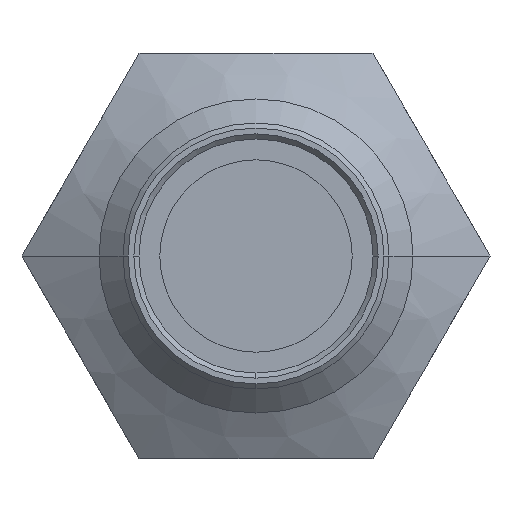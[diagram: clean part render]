
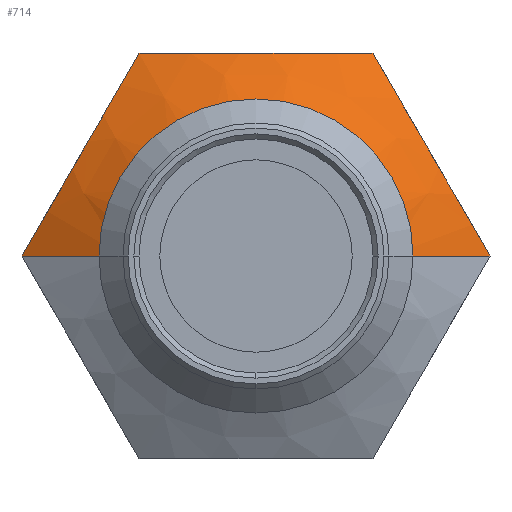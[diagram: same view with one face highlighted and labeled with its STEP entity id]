
A CAD part, left-side view. The second image highlights one B-rep face of the part: STEP entity #714.
In plain terms, the highlighted conical face has half-angle 60 degrees and reference radius 3.622 mm.
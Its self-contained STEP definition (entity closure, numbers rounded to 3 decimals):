
#14 = CARTESIAN_POINT ( 'NONE',  ( 7.324, 3.09, 2.648 ) ) ;
#29 = VERTEX_POINT ( 'NONE', #51 ) ;
#51 = CARTESIAN_POINT ( 'NONE',  ( 6.5, -2.625, 0. ) ) ;
#63 = CARTESIAN_POINT ( 'NONE',  ( 7.445, 1.519, 4. ) ) ;
#66 = EDGE_CURVE ( 'NONE', #991, #1581, #800, .T. ) ;
#105 = VECTOR ( 'NONE', #1157, 1000. ) ;
#114 = CARTESIAN_POINT ( 'NONE',  ( 7.651, -4.619, 0. ) ) ;
#142 = CARTESIAN_POINT ( 'NONE',  ( 7.651, 4.619, 0. ) ) ;
#155 = DIRECTION ( 'NONE',  ( -0.5, -0.866, 0. ) ) ;
#197 = CARTESIAN_POINT ( 'NONE',  ( 7.446, 2.704, 3.316 ) ) ;
#203 = ORIENTED_EDGE ( 'NONE', *, *, #66, .T. ) ;
#212 = ORIENTED_EDGE ( 'NONE', *, *, #2251, .T. ) ;
#271 = DIRECTION ( 'NONE',  ( -1., 0., 0. ) ) ;
#325 = ORIENTED_EDGE ( 'NONE', *, *, #1770, .F. ) ;
#353 = VERTEX_POINT ( 'NONE', #806 ) ;
#383 = EDGE_CURVE ( 'NONE', #29, #353, #2272, .T. ) ;
#465 = AXIS2_PLACEMENT_3D ( 'NONE', #1388, #271, #1948 ) ;
#472 = ORIENTED_EDGE ( 'NONE', *, *, #383, .F. ) ;
#489 = VECTOR ( 'NONE', #155, 1000. ) ;
#515 = ORIENTED_EDGE ( 'NONE', *, *, #1246, .T. ) ;
#524 = CARTESIAN_POINT ( 'NONE',  ( 7.534, -2.512, 3.649 ) ) ;
#534 = CARTESIAN_POINT ( 'NONE',  ( 7.651, -2.309, 4. ) ) ;
#585 = CARTESIAN_POINT ( 'NONE',  ( 7.651, -4.619, 0. ) ) ;
#657 = CARTESIAN_POINT ( 'NONE',  ( 7.446, -1.52, 4. ) ) ;
#671 = CARTESIAN_POINT ( 'NONE',  ( 7.534, 1.904, 4. ) ) ;
#714 = ADVANCED_FACE ( 'NONE', ( #1360 ), #1486, .T. ) ;
#770 = CARTESIAN_POINT ( 'NONE',  ( 7.294, 3.274, 2.329 ) ) ;
#773 = ORIENTED_EDGE ( 'NONE', *, *, #1208, .T. ) ;
#800 = B_SPLINE_CURVE_WITH_KNOTS ( 'NONE', 3,
 ( #2150, #1941, #657, #1596, #1951, #1378, #1016, #63, #671, #1584 ),
 .UNSPECIFIED., .F., .F.,
 ( 4, 2, 2, 2, 4 ),
 ( 0., 0.25, 0.5, 0.75, 1. ),
 .UNSPECIFIED. ) ;
#806 = CARTESIAN_POINT ( 'NONE',  ( 6.5, 2.625, 0. ) ) ;
#869 = CARTESIAN_POINT ( 'NONE',  ( 7.651, 4.619, 0. ) ) ;
#875 = CARTESIAN_POINT ( 'NONE',  ( 7.445, -2.705, 3.315 ) ) ;
#876 = B_SPLINE_CURVE_WITH_KNOTS ( 'NONE', 3,
 ( #1084, #1659, #2021, #1635, #1109, #2214, #1490, #875, #524, #923 ),
 .UNSPECIFIED., .F., .F.,
 ( 4, 2, 2, 2, 4 ),
 ( 0., 0.25, 0.5, 0.75, 1. ),
 .UNSPECIFIED. ) ;
#904 = CARTESIAN_POINT ( 'NONE',  ( 7.651, 2.309, 4. ) ) ;
#923 = CARTESIAN_POINT ( 'NONE',  ( 7.651, -2.309, 4. ) ) ;
#975 = DIRECTION ( 'NONE',  ( 0., -1., 0. ) ) ;
#977 = AXIS2_PLACEMENT_3D ( 'NONE', #2130, #1189, #975 ) ;
#991 = VERTEX_POINT ( 'NONE', #534 ) ;
#1016 = CARTESIAN_POINT ( 'NONE',  ( 7.324, 0.751, 4. ) ) ;
#1084 = CARTESIAN_POINT ( 'NONE',  ( 7.651, -4.619, 0. ) ) ;
#1109 = CARTESIAN_POINT ( 'NONE',  ( 7.294, -3.654, 1.671 ) ) ;
#1145 = CARTESIAN_POINT ( 'NONE',  ( 7.534, 2.512, 3.649 ) ) ;
#1157 = DIRECTION ( 'NONE',  ( -0.5, 0.866, 0. ) ) ;
#1189 = DIRECTION ( 'NONE',  ( 1., 0., 0. ) ) ;
#1208 = EDGE_CURVE ( 'NONE', #1581, #1554, #1386, .T. ) ;
#1246 = EDGE_CURVE ( 'NONE', #1554, #353, #1838, .T. ) ;
#1360 = FACE_OUTER_BOUND ( 'NONE', #1575, .T. ) ;
#1378 = CARTESIAN_POINT ( 'NONE',  ( 7.294, 0.38, 4. ) ) ;
#1386 = B_SPLINE_CURVE_WITH_KNOTS ( 'NONE', 3,
 ( #1666, #1145, #197, #14, #770, #1524, #2268, #1718, #2218, #2210 ),
 .UNSPECIFIED., .F., .F.,
 ( 4, 2, 2, 2, 4 ),
 ( 0., 0.25, 0.5, 0.75, 1. ),
 .UNSPECIFIED. ) ;
#1388 = CARTESIAN_POINT ( 'NONE',  ( 6.5, 0., 0. ) ) ;
#1486 = CONICAL_SURFACE ( 'NONE', #977, 3.622, 1.047 ) ;
#1490 = CARTESIAN_POINT ( 'NONE',  ( 7.324, -3.089, 2.65 ) ) ;
#1524 = CARTESIAN_POINT ( 'NONE',  ( 7.294, 3.654, 1.671 ) ) ;
#1554 = VERTEX_POINT ( 'NONE', #869 ) ;
#1575 = EDGE_LOOP ( 'NONE', ( #325, #212, #203, #773, #515, #472 ) ) ;
#1581 = VERTEX_POINT ( 'NONE', #904 ) ;
#1584 = CARTESIAN_POINT ( 'NONE',  ( 7.651, 2.309, 4. ) ) ;
#1596 = CARTESIAN_POINT ( 'NONE',  ( 7.324, -0.749, 4. ) ) ;
#1635 = CARTESIAN_POINT ( 'NONE',  ( 7.324, -3.839, 1.352 ) ) ;
#1659 = CARTESIAN_POINT ( 'NONE',  ( 7.534, -4.416, 0.351 ) ) ;
#1666 = CARTESIAN_POINT ( 'NONE',  ( 7.651, 2.309, 4. ) ) ;
#1718 = CARTESIAN_POINT ( 'NONE',  ( 7.445, 4.223, 0.685 ) ) ;
#1770 = EDGE_CURVE ( 'NONE', #2246, #29, #1877, .T. ) ;
#1838 = LINE ( 'NONE', #142, #489 ) ;
#1877 = LINE ( 'NONE', #585, #105 ) ;
#1941 = CARTESIAN_POINT ( 'NONE',  ( 7.534, -1.904, 4. ) ) ;
#1948 = DIRECTION ( 'NONE',  ( 0., -1., 0. ) ) ;
#1951 = CARTESIAN_POINT ( 'NONE',  ( 7.294, -0.38, 4. ) ) ;
#2021 = CARTESIAN_POINT ( 'NONE',  ( 7.446, -4.224, 0.684 ) ) ;
#2130 = CARTESIAN_POINT ( 'NONE',  ( 7.076, 0., 0. ) ) ;
#2150 = CARTESIAN_POINT ( 'NONE',  ( 7.651, -2.309, 4. ) ) ;
#2210 = CARTESIAN_POINT ( 'NONE',  ( 7.651, 4.619, 0. ) ) ;
#2214 = CARTESIAN_POINT ( 'NONE',  ( 7.294, -3.274, 2.329 ) ) ;
#2218 = CARTESIAN_POINT ( 'NONE',  ( 7.534, 4.416, 0.351 ) ) ;
#2246 = VERTEX_POINT ( 'NONE', #114 ) ;
#2251 = EDGE_CURVE ( 'NONE', #2246, #991, #876, .T. ) ;
#2268 = CARTESIAN_POINT ( 'NONE',  ( 7.324, 3.839, 1.35 ) ) ;
#2272 = CIRCLE ( 'NONE', #465, 2.625 ) ;
